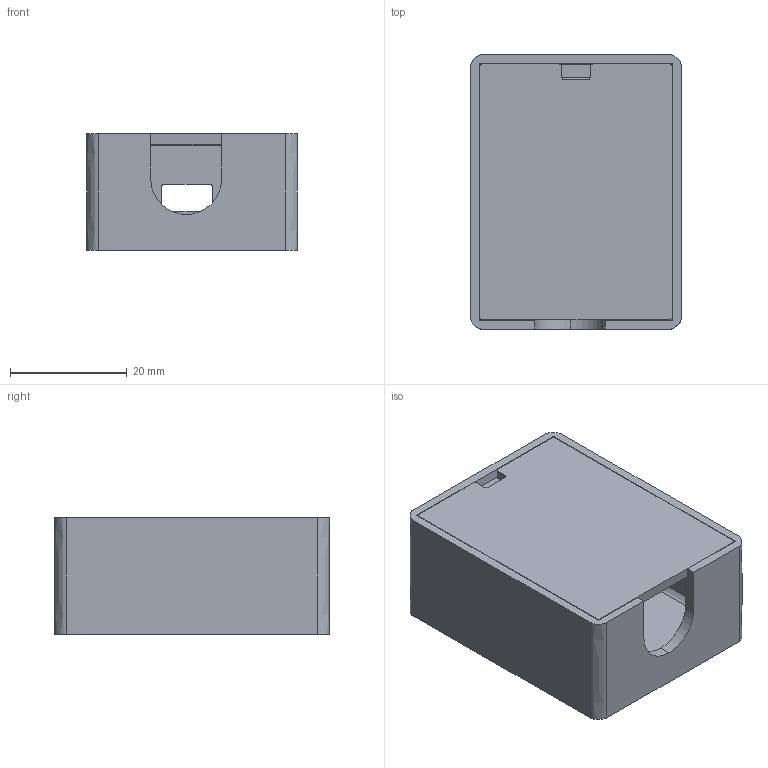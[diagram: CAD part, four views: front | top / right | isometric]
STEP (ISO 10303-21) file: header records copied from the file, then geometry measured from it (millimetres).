
FILE_DESCRIPTION (( 'STEP AP214' ), '1' );
FILE_NAME ('Module_Box_Assembly.STEP', '2026-02-03T12:52:45', ( '' ), ( '' ), 'SwSTEP 2.0', 'SolidWorks 2026', '' );
FILE_SCHEMA (( 'AUTOMOTIVE_DESIGN' ));
Length unit declared in the file: millimetre
Products named in the file (3): Part2^Module_Box_Assembly; pH_Module_Box; Module_Box_Assembly
Assembly tree (2 placements, depth 2):
  Module_Box_Assembly
    pH_Module_Box
    Part2^Module_Box_Assembly
Bounding box: 36.1 x 47 x 20 mm (x, y, z)
Volume: 11537.4 mm3; surface area: 12189.9 mm2
Topology: 2 solids, 2 shells, 75 faces, 207 edges, 136 vertices
Faces by surface type: plane 41, bspline 21, cylinder 13
Entity records: 3802 total; most frequent: CARTESIAN_POINT 2031, ORIENTED_EDGE 414, DIRECTION 261, EDGE_CURVE 207, VERTEX_POINT 136, VECTOR 97, LINE 97, B_SPLINE_CURVE_WITH_KNOTS 83
